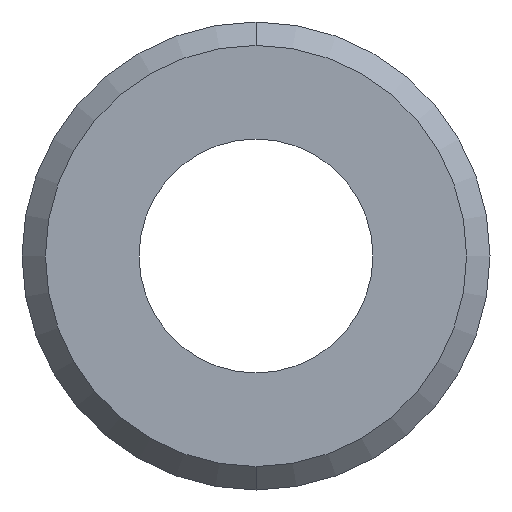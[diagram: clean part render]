
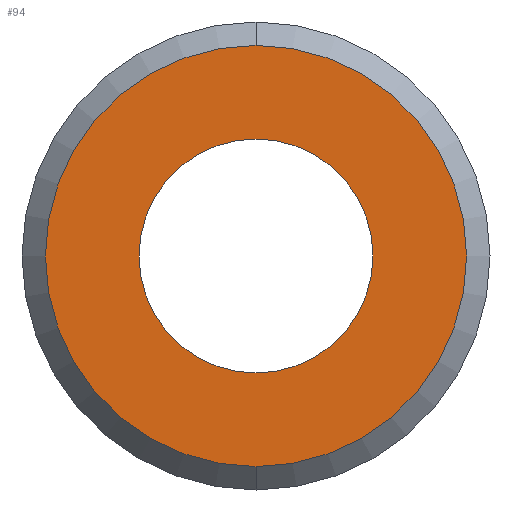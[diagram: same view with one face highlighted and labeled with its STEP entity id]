
A CAD part, front view. The second image highlights one B-rep face of the part: STEP entity #94.
In plain terms, the highlighted planar face has unit normal (0, -1, 0).
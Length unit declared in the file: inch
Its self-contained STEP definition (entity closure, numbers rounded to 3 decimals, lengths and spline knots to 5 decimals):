
#3 = CIRCLE ( 'NONE', #461, 0.45 ) ;
#10 = DIRECTION ( 'NONE',  ( 0., -1., 0. ) ) ;
#22 = DIRECTION ( 'NONE',  ( 0., -1., 0. ) ) ;
#24 = FACE_OUTER_BOUND ( 'NONE', #426, .T. ) ;
#33 = CIRCLE ( 'NONE', #497, 0.25 ) ;
#55 = CARTESIAN_POINT ( 'NONE',  ( 0., 1.515, 0.25 ) ) ;
#58 = ORIENTED_EDGE ( 'NONE', *, *, #431, .F. ) ;
#91 = FACE_BOUND ( 'NONE', #151, .T. ) ;
#94 = ADVANCED_FACE ( 'NONE', ( #24, #91 ), #390, .T. ) ;
#107 = CARTESIAN_POINT ( 'NONE',  ( 0., 1.515, 0. ) ) ;
#109 = CIRCLE ( 'NONE', #200, 0.25 ) ;
#110 = EDGE_CURVE ( 'NONE', #491, #443, #262, .T. ) ;
#134 = DIRECTION ( 'NONE',  ( 0., 0., -1. ) ) ;
#138 = VERTEX_POINT ( 'NONE', #55 ) ;
#151 = EDGE_LOOP ( 'NONE', ( #58, #455 ) ) ;
#153 = DIRECTION ( 'NONE',  ( 0., 0., -1. ) ) ;
#180 = AXIS2_PLACEMENT_3D ( 'NONE', #511, #10, #134 ) ;
#188 = CARTESIAN_POINT ( 'NONE',  ( 0., 1.515, 0. ) ) ;
#200 = AXIS2_PLACEMENT_3D ( 'NONE', #188, #478, #312 ) ;
#206 = EDGE_CURVE ( 'NONE', #138, #551, #109, .T. ) ;
#223 = DIRECTION ( 'NONE',  ( 0., -1., 0. ) ) ;
#227 = DIRECTION ( 'NONE',  ( 0., 0., -1. ) ) ;
#240 = ORIENTED_EDGE ( 'NONE', *, *, #270, .T. ) ;
#244 = AXIS2_PLACEMENT_3D ( 'NONE', #347, #382, #430 ) ;
#262 = CIRCLE ( 'NONE', #180, 0.45 ) ;
#270 = EDGE_CURVE ( 'NONE', #443, #491, #3, .T. ) ;
#271 = ORIENTED_EDGE ( 'NONE', *, *, #110, .T. ) ;
#312 = DIRECTION ( 'NONE',  ( 0., 0., -1. ) ) ;
#347 = CARTESIAN_POINT ( 'NONE',  ( 0.25, 1.515, 0. ) ) ;
#382 = DIRECTION ( 'NONE',  ( 0., -1., 0. ) ) ;
#390 = PLANE ( 'NONE',  #244 ) ;
#426 = EDGE_LOOP ( 'NONE', ( #271, #240 ) ) ;
#430 = DIRECTION ( 'NONE',  ( 0., 0., -1. ) ) ;
#431 = EDGE_CURVE ( 'NONE', #551, #138, #33, .T. ) ;
#443 = VERTEX_POINT ( 'NONE', #534 ) ;
#453 = CARTESIAN_POINT ( 'NONE',  ( 0., 1.515, -0.25 ) ) ;
#455 = ORIENTED_EDGE ( 'NONE', *, *, #206, .F. ) ;
#461 = AXIS2_PLACEMENT_3D ( 'NONE', #107, #223, #227 ) ;
#478 = DIRECTION ( 'NONE',  ( 0., -1., 0. ) ) ;
#491 = VERTEX_POINT ( 'NONE', #541 ) ;
#497 = AXIS2_PLACEMENT_3D ( 'NONE', #538, #22, #153 ) ;
#511 = CARTESIAN_POINT ( 'NONE',  ( 0., 1.515, 0. ) ) ;
#534 = CARTESIAN_POINT ( 'NONE',  ( 0., 1.515, -0.45 ) ) ;
#538 = CARTESIAN_POINT ( 'NONE',  ( 0., 1.515, 0. ) ) ;
#541 = CARTESIAN_POINT ( 'NONE',  ( 0., 1.515, 0.45 ) ) ;
#551 = VERTEX_POINT ( 'NONE', #453 ) ;
